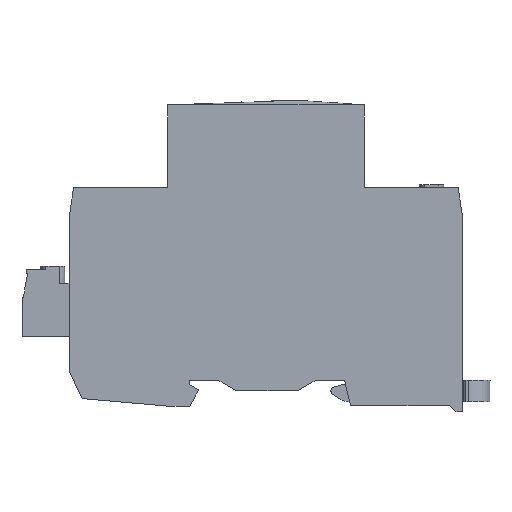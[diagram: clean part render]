
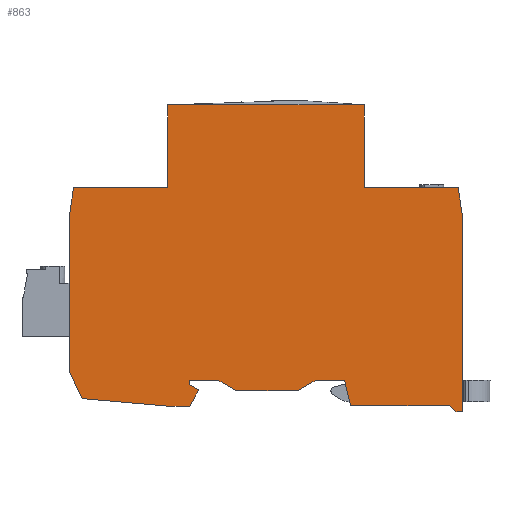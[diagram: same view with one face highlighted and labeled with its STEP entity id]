
A CAD part, left-side view. The second image highlights one B-rep face of the part: STEP entity #863.
In plain terms, the highlighted planar face has unit normal (-1, 0, 0).
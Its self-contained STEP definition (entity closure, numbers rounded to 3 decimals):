
#681=AXIS2_PLACEMENT_3D('Plane Axis2P3D',#678,#679,#680) ;
#278=CARTESIAN_POINT('Vertex',(0.,6.3,44.7)) ;
#281=CARTESIAN_POINT('Line Origine',(0.,6.3,22.35)) ;
#285=CARTESIAN_POINT('Vertex',(0.,6.3,0.)) ;
#372=CARTESIAN_POINT('Vertex',(0.,28.8,51.2)) ;
#375=CARTESIAN_POINT('Line Origine',(0.,23.4,51.2)) ;
#379=CARTESIAN_POINT('Vertex',(0.,18.,51.2)) ;
#382=CARTESIAN_POINT('Line Origine',(0.,12.636,51.2)) ;
#386=CARTESIAN_POINT('Vertex',(0.,7.271,51.2)) ;
#420=CARTESIAN_POINT('Line Origine',(0.,6.786,47.95)) ;
#678=CARTESIAN_POINT('Axis2P3D Location',(0.,51.3,18.5)) ;
#683=CARTESIAN_POINT('Line Origine',(0.,32.619,4.25)) ;
#687=CARTESIAN_POINT('Vertex',(0.,33.3,7.2)) ;
#689=CARTESIAN_POINT('Vertex',(0.,31.938,1.3)) ;
#692=CARTESIAN_POINT('Line Origine',(0.,20.619,1.3)) ;
#696=CARTESIAN_POINT('Vertex',(0.,9.3,1.3)) ;
#699=CARTESIAN_POINT('Line Origine',(0.,8.55,0.65)) ;
#703=CARTESIAN_POINT('Vertex',(0.,7.8,0.)) ;
#706=CARTESIAN_POINT('Line Origine',(0.,7.05,0.)) ;
#711=CARTESIAN_POINT('Line Origine',(0.,28.8,60.7)) ;
#715=CARTESIAN_POINT('Vertex',(0.,28.8,70.2)) ;
#718=CARTESIAN_POINT('Line Origine',(0.,51.3,70.2)) ;
#722=CARTESIAN_POINT('Vertex',(0.,73.8,70.2)) ;
#725=CARTESIAN_POINT('Line Origine',(0.,73.8,60.7)) ;
#729=CARTESIAN_POINT('Vertex',(0.,73.8,51.2)) ;
#732=CARTESIAN_POINT('Line Origine',(0.,79.2,51.2)) ;
#736=CARTESIAN_POINT('Vertex',(0.,84.6,51.2)) ;
#739=CARTESIAN_POINT('Line Origine',(0.,89.964,51.2)) ;
#743=CARTESIAN_POINT('Vertex',(0.,95.329,51.2)) ;
#746=CARTESIAN_POINT('Line Origine',(0.,95.814,47.95)) ;
#750=CARTESIAN_POINT('Vertex',(0.,96.3,44.7)) ;
#753=CARTESIAN_POINT('Line Origine',(0.,96.3,26.95)) ;
#757=CARTESIAN_POINT('Vertex',(0.,96.3,9.2)) ;
#760=CARTESIAN_POINT('Line Origine',(0.,94.845,6.079)) ;
#764=CARTESIAN_POINT('Vertex',(0.,93.389,2.958)) ;
#767=CARTESIAN_POINT('Line Origine',(0.,83.345,2.079)) ;
#771=CARTESIAN_POINT('Vertex',(0.,73.3,1.2)) ;
#774=CARTESIAN_POINT('Line Origine',(0.,71.05,1.2)) ;
#778=CARTESIAN_POINT('Vertex',(0.,68.8,1.2)) ;
#781=CARTESIAN_POINT('Line Origine',(0.,67.717,3.075)) ;
#785=CARTESIAN_POINT('Vertex',(0.,66.635,4.95)) ;
#788=CARTESIAN_POINT('Line Origine',(0.,67.717,5.575)) ;
#792=CARTESIAN_POINT('Vertex',(0.,68.8,6.2)) ;
#795=CARTESIAN_POINT('Line Origine',(0.,68.8,6.7)) ;
#799=CARTESIAN_POINT('Vertex',(0.,68.8,7.2)) ;
#802=CARTESIAN_POINT('Line Origine',(0.,65.55,7.2)) ;
#806=CARTESIAN_POINT('Vertex',(0.,62.3,7.2)) ;
#809=CARTESIAN_POINT('Line Origine',(0.,60.135,5.95)) ;
#813=CARTESIAN_POINT('Vertex',(0.,57.97,4.7)) ;
#816=CARTESIAN_POINT('Line Origine',(0.,51.05,4.7)) ;
#820=CARTESIAN_POINT('Vertex',(0.,44.13,4.7)) ;
#823=CARTESIAN_POINT('Line Origine',(0.,41.965,5.95)) ;
#827=CARTESIAN_POINT('Vertex',(0.,39.8,7.2)) ;
#830=CARTESIAN_POINT('Line Origine',(0.,36.55,7.2)) ;
#282=DIRECTION('Vector Direction',(0.,0.,-1.)) ;
#376=DIRECTION('Vector Direction',(0.,1.,0.)) ;
#383=DIRECTION('Vector Direction',(0.,1.,0.)) ;
#421=DIRECTION('Vector Direction',(0.,0.148,0.989)) ;
#679=DIRECTION('Axis2P3D Direction',(1.,0.,0.)) ;
#680=DIRECTION('Axis2P3D XDirection',(0.,-1.,0.)) ;
#684=DIRECTION('Vector Direction',(0.,0.225,0.974)) ;
#693=DIRECTION('Vector Direction',(0.,1.,0.)) ;
#700=DIRECTION('Vector Direction',(0.,0.756,0.655)) ;
#707=DIRECTION('Vector Direction',(0.,1.,0.)) ;
#712=DIRECTION('Vector Direction',(0.,0.,1.)) ;
#719=DIRECTION('Vector Direction',(0.,-1.,0.)) ;
#726=DIRECTION('Vector Direction',(0.,0.,1.)) ;
#733=DIRECTION('Vector Direction',(0.,1.,0.)) ;
#740=DIRECTION('Vector Direction',(0.,-1.,0.)) ;
#747=DIRECTION('Vector Direction',(0.,0.148,-0.989)) ;
#754=DIRECTION('Vector Direction',(0.,0.,-1.)) ;
#761=DIRECTION('Vector Direction',(0.,0.423,0.906)) ;
#768=DIRECTION('Vector Direction',(0.,0.996,0.087)) ;
#775=DIRECTION('Vector Direction',(0.,1.,0.)) ;
#782=DIRECTION('Vector Direction',(0.,-0.5,0.866)) ;
#789=DIRECTION('Vector Direction',(0.,0.866,0.5)) ;
#796=DIRECTION('Vector Direction',(0.,0.,1.)) ;
#803=DIRECTION('Vector Direction',(0.,1.,0.)) ;
#810=DIRECTION('Vector Direction',(0.,0.866,0.5)) ;
#817=DIRECTION('Vector Direction',(0.,1.,0.)) ;
#824=DIRECTION('Vector Direction',(0.,0.866,-0.5)) ;
#831=DIRECTION('Vector Direction',(0.,1.,0.)) ;
#283=VECTOR('Line Direction',#282,1.) ;
#377=VECTOR('Line Direction',#376,1.) ;
#384=VECTOR('Line Direction',#383,1.) ;
#422=VECTOR('Line Direction',#421,1.) ;
#685=VECTOR('Line Direction',#684,1.) ;
#694=VECTOR('Line Direction',#693,1.) ;
#701=VECTOR('Line Direction',#700,1.) ;
#708=VECTOR('Line Direction',#707,1.) ;
#713=VECTOR('Line Direction',#712,1.) ;
#720=VECTOR('Line Direction',#719,1.) ;
#727=VECTOR('Line Direction',#726,1.) ;
#734=VECTOR('Line Direction',#733,1.) ;
#741=VECTOR('Line Direction',#740,1.) ;
#748=VECTOR('Line Direction',#747,1.) ;
#755=VECTOR('Line Direction',#754,1.) ;
#762=VECTOR('Line Direction',#761,1.) ;
#769=VECTOR('Line Direction',#768,1.) ;
#776=VECTOR('Line Direction',#775,1.) ;
#783=VECTOR('Line Direction',#782,1.) ;
#790=VECTOR('Line Direction',#789,1.) ;
#797=VECTOR('Line Direction',#796,1.) ;
#804=VECTOR('Line Direction',#803,1.) ;
#811=VECTOR('Line Direction',#810,1.) ;
#818=VECTOR('Line Direction',#817,1.) ;
#825=VECTOR('Line Direction',#824,1.) ;
#832=VECTOR('Line Direction',#831,1.) ;
#836=ORIENTED_EDGE('',*,*,#691,.T.) ;
#837=ORIENTED_EDGE('',*,*,#698,.T.) ;
#838=ORIENTED_EDGE('',*,*,#705,.T.) ;
#839=ORIENTED_EDGE('',*,*,#710,.T.) ;
#840=ORIENTED_EDGE('',*,*,#287,.T.) ;
#841=ORIENTED_EDGE('',*,*,#424,.T.) ;
#842=ORIENTED_EDGE('',*,*,#388,.T.) ;
#843=ORIENTED_EDGE('',*,*,#381,.T.) ;
#844=ORIENTED_EDGE('',*,*,#717,.T.) ;
#845=ORIENTED_EDGE('',*,*,#724,.F.) ;
#846=ORIENTED_EDGE('',*,*,#731,.F.) ;
#847=ORIENTED_EDGE('',*,*,#738,.T.) ;
#848=ORIENTED_EDGE('',*,*,#745,.T.) ;
#849=ORIENTED_EDGE('',*,*,#752,.T.) ;
#850=ORIENTED_EDGE('',*,*,#759,.T.) ;
#851=ORIENTED_EDGE('',*,*,#766,.F.) ;
#852=ORIENTED_EDGE('',*,*,#773,.F.) ;
#853=ORIENTED_EDGE('',*,*,#780,.F.) ;
#854=ORIENTED_EDGE('',*,*,#787,.T.) ;
#855=ORIENTED_EDGE('',*,*,#794,.T.) ;
#856=ORIENTED_EDGE('',*,*,#801,.T.) ;
#857=ORIENTED_EDGE('',*,*,#808,.F.) ;
#858=ORIENTED_EDGE('',*,*,#815,.F.) ;
#859=ORIENTED_EDGE('',*,*,#822,.F.) ;
#860=ORIENTED_EDGE('',*,*,#829,.F.) ;
#861=ORIENTED_EDGE('',*,*,#834,.F.) ;
#863=ADVANCED_FACE('GEHAEUSE',(#862),#682,.F.) ;
#287=EDGE_CURVE('',#286,#279,#284,.F.) ;
#381=EDGE_CURVE('',#380,#373,#378,.T.) ;
#388=EDGE_CURVE('',#387,#380,#385,.T.) ;
#424=EDGE_CURVE('',#279,#387,#423,.T.) ;
#691=EDGE_CURVE('',#688,#690,#686,.F.) ;
#698=EDGE_CURVE('',#690,#697,#695,.F.) ;
#705=EDGE_CURVE('',#697,#704,#702,.F.) ;
#710=EDGE_CURVE('',#704,#286,#709,.F.) ;
#717=EDGE_CURVE('',#373,#716,#714,.T.) ;
#724=EDGE_CURVE('',#723,#716,#721,.T.) ;
#731=EDGE_CURVE('',#730,#723,#728,.T.) ;
#738=EDGE_CURVE('',#730,#737,#735,.T.) ;
#745=EDGE_CURVE('',#737,#744,#742,.F.) ;
#752=EDGE_CURVE('',#744,#751,#749,.T.) ;
#759=EDGE_CURVE('',#751,#758,#756,.T.) ;
#766=EDGE_CURVE('',#765,#758,#763,.T.) ;
#773=EDGE_CURVE('',#772,#765,#770,.T.) ;
#780=EDGE_CURVE('',#779,#772,#777,.T.) ;
#787=EDGE_CURVE('',#779,#786,#784,.T.) ;
#794=EDGE_CURVE('',#786,#793,#791,.T.) ;
#801=EDGE_CURVE('',#793,#800,#798,.T.) ;
#808=EDGE_CURVE('',#807,#800,#805,.T.) ;
#815=EDGE_CURVE('',#814,#807,#812,.T.) ;
#822=EDGE_CURVE('',#821,#814,#819,.T.) ;
#829=EDGE_CURVE('',#828,#821,#826,.T.) ;
#834=EDGE_CURVE('',#688,#828,#833,.T.) ;
#835=EDGE_LOOP('',(#836,#837,#838,#839,#840,#841,#842,#843,#844,#845,#846,#847,#848,#849,#850,#851,#852,#853,#854,#855,#856,#857,#858,#859,#860,#861)) ;
#862=FACE_OUTER_BOUND('',#835,.T.) ;
#284=LINE('Line',#281,#283) ;
#378=LINE('Line',#375,#377) ;
#385=LINE('Line',#382,#384) ;
#423=LINE('Line',#420,#422) ;
#686=LINE('Line',#683,#685) ;
#695=LINE('Line',#692,#694) ;
#702=LINE('Line',#699,#701) ;
#709=LINE('Line',#706,#708) ;
#714=LINE('Line',#711,#713) ;
#721=LINE('Line',#718,#720) ;
#728=LINE('Line',#725,#727) ;
#735=LINE('Line',#732,#734) ;
#742=LINE('Line',#739,#741) ;
#749=LINE('Line',#746,#748) ;
#756=LINE('Line',#753,#755) ;
#763=LINE('Line',#760,#762) ;
#770=LINE('Line',#767,#769) ;
#777=LINE('Line',#774,#776) ;
#784=LINE('Line',#781,#783) ;
#791=LINE('Line',#788,#790) ;
#798=LINE('Line',#795,#797) ;
#805=LINE('Line',#802,#804) ;
#812=LINE('Line',#809,#811) ;
#819=LINE('Line',#816,#818) ;
#826=LINE('Line',#823,#825) ;
#833=LINE('Line',#830,#832) ;
#682=PLANE('',#681) ;
#279=VERTEX_POINT('',#278) ;
#286=VERTEX_POINT('',#285) ;
#373=VERTEX_POINT('',#372) ;
#380=VERTEX_POINT('',#379) ;
#387=VERTEX_POINT('',#386) ;
#688=VERTEX_POINT('',#687) ;
#690=VERTEX_POINT('',#689) ;
#697=VERTEX_POINT('',#696) ;
#704=VERTEX_POINT('',#703) ;
#716=VERTEX_POINT('',#715) ;
#723=VERTEX_POINT('',#722) ;
#730=VERTEX_POINT('',#729) ;
#737=VERTEX_POINT('',#736) ;
#744=VERTEX_POINT('',#743) ;
#751=VERTEX_POINT('',#750) ;
#758=VERTEX_POINT('',#757) ;
#765=VERTEX_POINT('',#764) ;
#772=VERTEX_POINT('',#771) ;
#779=VERTEX_POINT('',#778) ;
#786=VERTEX_POINT('',#785) ;
#793=VERTEX_POINT('',#792) ;
#800=VERTEX_POINT('',#799) ;
#807=VERTEX_POINT('',#806) ;
#814=VERTEX_POINT('',#813) ;
#821=VERTEX_POINT('',#820) ;
#828=VERTEX_POINT('',#827) ;
